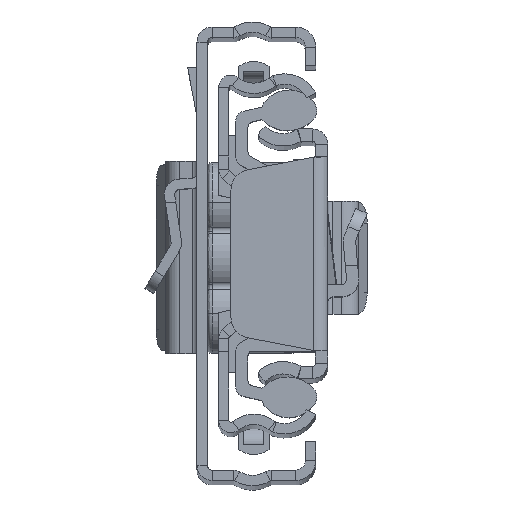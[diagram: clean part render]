
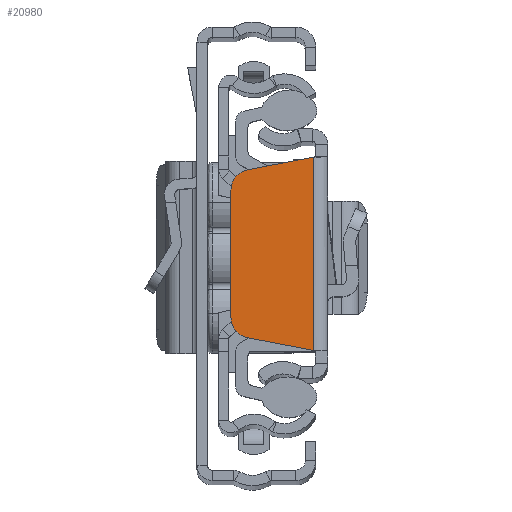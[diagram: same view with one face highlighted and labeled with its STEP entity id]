
A CAD part, top view. The second image highlights one B-rep face of the part: STEP entity #20980.
In plain terms, the highlighted planar face has unit normal (0, 0, 1).
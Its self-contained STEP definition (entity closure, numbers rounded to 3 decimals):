
#84 = FACE_OUTER_BOUND ( 'NONE', #10841, .T. ) ;
#145 = VERTEX_POINT ( 'NONE', #1539 ) ;
#445 = CIRCLE ( 'NONE', #18909, 2. ) ;
#558 = AXIS2_PLACEMENT_3D ( 'NONE', #1354, #9404, #13020 ) ;
#589 = ORIENTED_EDGE ( 'NONE', *, *, #15483, .T. ) ;
#812 = CARTESIAN_POINT ( 'NONE',  ( -9.401, 0., 0. ) ) ;
#1354 = CARTESIAN_POINT ( 'NONE',  ( -7.401, -6.183, 0. ) ) ;
#1539 = CARTESIAN_POINT ( 'NONE',  ( -9.401, 6.183, 0. ) ) ;
#1547 = CARTESIAN_POINT ( 'NONE',  ( -1.36, -9.379, 0. ) ) ;
#1608 = CARTESIAN_POINT ( 'NONE',  ( -9.401, -6.183, 0. ) ) ;
#1698 = VERTEX_POINT ( 'NONE', #5269 ) ;
#2351 = EDGE_CURVE ( 'NONE', #16848, #145, #445, .T. ) ;
#2745 = CARTESIAN_POINT ( 'NONE',  ( -1.36, -9.379, 0. ) ) ;
#3289 = DIRECTION ( 'NONE',  ( 0.982, -0.189, 0. ) ) ;
#4253 = DIRECTION ( 'NONE',  ( 0., -1., 0. ) ) ;
#4500 = CARTESIAN_POINT ( 'NONE',  ( -7.778, -8.147, 0. ) ) ;
#4683 = DIRECTION ( 'NONE',  ( 0., -1., 0. ) ) ;
#4728 = DIRECTION ( 'NONE',  ( 0., 0., -1. ) ) ;
#4875 = LINE ( 'NONE', #14590, #20797 ) ;
#4938 = PLANE ( 'NONE',  #11852 ) ;
#4945 = EDGE_CURVE ( 'NONE', #145, #15127, #7687, .T. ) ;
#5269 = CARTESIAN_POINT ( 'NONE',  ( -1.36, 9.379, 0. ) ) ;
#5760 = LINE ( 'NONE', #1547, #9797 ) ;
#6447 = CARTESIAN_POINT ( 'NONE',  ( 0., 0., 0. ) ) ;
#6721 = CARTESIAN_POINT ( 'NONE',  ( -7.401, 6.183, 0. ) ) ;
#7687 = LINE ( 'NONE', #812, #19890 ) ;
#7766 = ORIENTED_EDGE ( 'NONE', *, *, #2351, .T. ) ;
#8170 = EDGE_CURVE ( 'NONE', #1698, #20135, #5760, .T. ) ;
#8196 = EDGE_CURVE ( 'NONE', #15127, #10673, #20396, .T. ) ;
#9404 = DIRECTION ( 'NONE',  ( 0., 0., 1. ) ) ;
#9797 = VECTOR ( 'NONE', #4683, 1000. ) ;
#9929 = DIRECTION ( 'NONE',  ( 0., 0., 1. ) ) ;
#10025 = DIRECTION ( 'NONE',  ( -1., 0., 0. ) ) ;
#10449 = ORIENTED_EDGE ( 'NONE', *, *, #19824, .T. ) ;
#10673 = VERTEX_POINT ( 'NONE', #4500 ) ;
#10841 = EDGE_LOOP ( 'NONE', ( #18588, #20426, #10449, #11007, #589, #7766 ) ) ;
#11007 = ORIENTED_EDGE ( 'NONE', *, *, #8170, .F. ) ;
#11634 = LINE ( 'NONE', #16521, #20653 ) ;
#11852 = AXIS2_PLACEMENT_3D ( 'NONE', #6447, #4728, #14451 ) ;
#13020 = DIRECTION ( 'NONE',  ( -1., 0., 0. ) ) ;
#14451 = DIRECTION ( 'NONE',  ( -1., 0., 0. ) ) ;
#14590 = CARTESIAN_POINT ( 'NONE',  ( -1.786, 9.298, 0. ) ) ;
#14771 = CARTESIAN_POINT ( 'NONE',  ( -7.778, 8.147, 0. ) ) ;
#15127 = VERTEX_POINT ( 'NONE', #1608 ) ;
#15483 = EDGE_CURVE ( 'NONE', #1698, #16848, #4875, .T. ) ;
#16521 = CARTESIAN_POINT ( 'NONE',  ( -1.786, -9.298, 0. ) ) ;
#16848 = VERTEX_POINT ( 'NONE', #14771 ) ;
#18588 = ORIENTED_EDGE ( 'NONE', *, *, #4945, .T. ) ;
#18909 = AXIS2_PLACEMENT_3D ( 'NONE', #6721, #9929, #10025 ) ;
#19305 = DIRECTION ( 'NONE',  ( -0.982, -0.189, 0. ) ) ;
#19824 = EDGE_CURVE ( 'NONE', #10673, #20135, #11634, .T. ) ;
#19890 = VECTOR ( 'NONE', #4253, 1000. ) ;
#20135 = VERTEX_POINT ( 'NONE', #2745 ) ;
#20396 = CIRCLE ( 'NONE', #558, 2. ) ;
#20426 = ORIENTED_EDGE ( 'NONE', *, *, #8196, .T. ) ;
#20653 = VECTOR ( 'NONE', #3289, 1000. ) ;
#20797 = VECTOR ( 'NONE', #19305, 1000. ) ;
#20980 = ADVANCED_FACE ( 'NONE', ( #84 ), #4938, .F. ) ;
